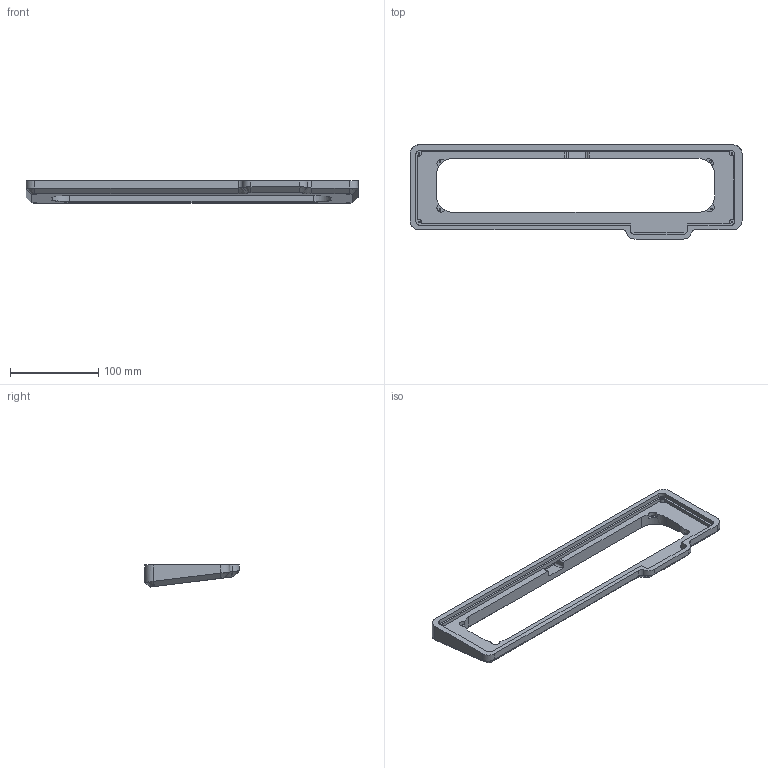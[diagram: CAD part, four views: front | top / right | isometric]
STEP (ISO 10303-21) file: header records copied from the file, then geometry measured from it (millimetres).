
FILE_DESCRIPTION(/* description */ (''),/* implementation_level */ '2;1');
FILE_NAME(/* name */ 'bottom.step',/* time_stamp */ '2023-04-16T23:48:00-07:00',/* author */ (''),/* organization */ (''),/* preprocessor_version */ 'ST-DEVELOPER v19.2',/* originating_system */ 'Autodesk Translation Framework v12.4.0.73',/* authorisation */ '');
FILE_SCHEMA (('AUTOMOTIVE_DESIGN { 1 0 10303 214 3 1 1 }'));
Length unit declared in the file: millimetre
Products named in the file (1): trashtruck.b
Bounding box: 377.21 x 107.02 x 25.09 mm (x, y, z)
Volume: 219103.1 mm3; surface area: 68054.4 mm2
Topology: 1 solids, 1 shells, 152 faces, 393 edges, 246 vertices
Faces by surface type: plane 72, cylinder 52, bspline 24, cone 4
Full cylindrical faces by diameter (mm): 2 x8, 4 x4
Entity records: 5130 total; most frequent: CARTESIAN_POINT 1426, ORIENTED_EDGE 786, DIRECTION 713, EDGE_CURVE 393, VERTEX_POINT 246, LINE 243, VECTOR 243, AXIS2_PLACEMENT_3D 235
